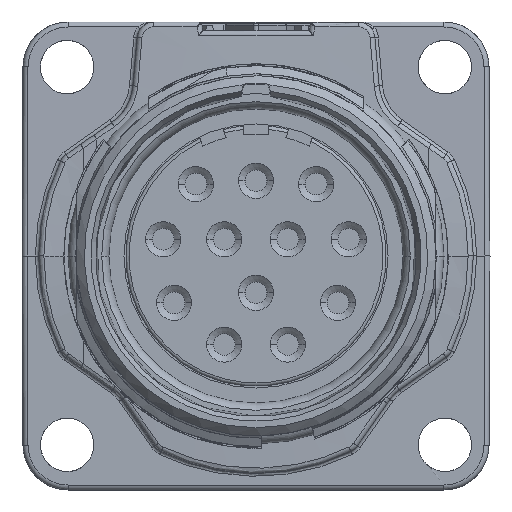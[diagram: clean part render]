
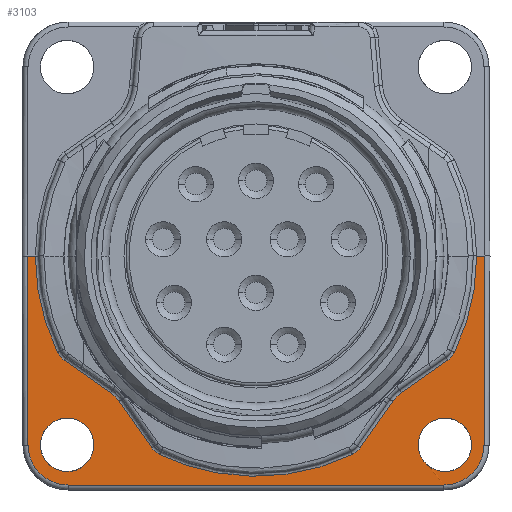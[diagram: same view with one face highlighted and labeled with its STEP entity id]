
A CAD part, front view. The second image highlights one B-rep face of the part: STEP entity #3103.
In plain terms, the highlighted planar face has unit normal (0, -1, -0.005).
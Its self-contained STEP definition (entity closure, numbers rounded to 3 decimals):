
#82=ELLIPSE('',#12074,1.2,1.2);
#83=ELLIPSE('',#12075,13.2,13.2);
#84=ELLIPSE('',#12076,13.2,13.2);
#85=ELLIPSE('',#12077,1.2,1.2);
#86=ELLIPSE('',#12078,2.1,2.1);
#87=ELLIPSE('',#12079,2.1,2.1);
#88=ELLIPSE('',#12080,1.6,1.6);
#89=ELLIPSE('',#12081,1.6,1.6);
#167=FACE_BOUND('',#4529,.T.);
#168=FACE_BOUND('',#4530,.T.);
#169=FACE_BOUND('',#4531,.T.);
#846=B_SPLINE_CURVE_WITH_KNOTS('',3,(#19825,#19826,#19827,#19828,#19829,
#19830),.UNSPECIFIED.,.F.,.F.,(4,2,4),(0.,0.5,1.),.UNSPECIFIED.);
#847=B_SPLINE_CURVE_WITH_KNOTS('',3,(#19834,#19835,#19836,#19837,#19838,
#19839),.UNSPECIFIED.,.F.,.F.,(4,2,4),(0.,0.5,1.),.UNSPECIFIED.);
#848=B_SPLINE_CURVE_WITH_KNOTS('',3,(#19855,#19856,#19857,#19858),
 .UNSPECIFIED.,.F.,.F.,(4,4),(0.,1.),.UNSPECIFIED.);
#849=B_SPLINE_CURVE_WITH_KNOTS('',3,(#19860,#19861,#19862,#19863),
 .UNSPECIFIED.,.F.,.F.,(4,4),(0.,1.),.UNSPECIFIED.);
#850=B_SPLINE_CURVE_WITH_KNOTS('',3,(#19865,#19866,#19867,#19868),
 .UNSPECIFIED.,.F.,.F.,(4,4),(0.,1.),.UNSPECIFIED.);
#1713=LINE('',#19821,#2229);
#1714=LINE('',#19823,#2230);
#1715=LINE('',#19832,#2231);
#1716=LINE('',#19841,#2232);
#1717=LINE('',#19843,#2233);
#1718=LINE('',#19849,#2234);
#1719=LINE('',#19853,#2235);
#1720=LINE('',#19870,#2236);
#1721=LINE('',#19874,#2237);
#2229=VECTOR('',#14011,1.);
#2230=VECTOR('',#14012,1.);
#2231=VECTOR('',#14013,1.);
#2232=VECTOR('',#14014,1.);
#2233=VECTOR('',#14015,1.);
#2234=VECTOR('',#14020,1.);
#2235=VECTOR('',#14023,1.);
#2236=VECTOR('',#14024,1.);
#2237=VECTOR('',#14027,1.);
#2584=PLANE('',#12082);
#3103=ADVANCED_FACE('',(#167,#168,#169),#2584,.T.);
#4529=EDGE_LOOP('',(#7048,#7049,#7050,#7051,#7052,#7053,#7054,#7055,#7056,
#7057,#7058,#7059,#7060,#7061,#7062,#7063,#7064,#7065,#7066,#7067));
#4530=EDGE_LOOP('',(#7068));
#4531=EDGE_LOOP('',(#7069));
#7048=ORIENTED_EDGE('',*,*,#10491,.T.);
#7049=ORIENTED_EDGE('',*,*,#10492,.T.);
#7050=ORIENTED_EDGE('',*,*,#10493,.T.);
#7051=ORIENTED_EDGE('',*,*,#10494,.T.);
#7052=ORIENTED_EDGE('',*,*,#10495,.T.);
#7053=ORIENTED_EDGE('',*,*,#10496,.T.);
#7054=ORIENTED_EDGE('',*,*,#10497,.T.);
#7055=ORIENTED_EDGE('',*,*,#10498,.T.);
#7056=ORIENTED_EDGE('',*,*,#10499,.T.);
#7057=ORIENTED_EDGE('',*,*,#10500,.T.);
#7058=ORIENTED_EDGE('',*,*,#10501,.T.);
#7059=ORIENTED_EDGE('',*,*,#10502,.T.);
#7060=ORIENTED_EDGE('',*,*,#10503,.T.);
#7061=ORIENTED_EDGE('',*,*,#10504,.T.);
#7062=ORIENTED_EDGE('',*,*,#10505,.T.);
#7063=ORIENTED_EDGE('',*,*,#10506,.T.);
#7064=ORIENTED_EDGE('',*,*,#10507,.T.);
#7065=ORIENTED_EDGE('',*,*,#10508,.T.);
#7066=ORIENTED_EDGE('',*,*,#10509,.T.);
#7067=ORIENTED_EDGE('',*,*,#10510,.T.);
#7068=ORIENTED_EDGE('',*,*,#10511,.F.);
#7069=ORIENTED_EDGE('',*,*,#10512,.F.);
#8994=VERTEX_POINT('',#19817);
#8995=VERTEX_POINT('',#19818);
#8996=VERTEX_POINT('',#19820);
#8997=VERTEX_POINT('',#19822);
#8998=VERTEX_POINT('',#19824);
#8999=VERTEX_POINT('',#19831);
#9000=VERTEX_POINT('',#19833);
#9001=VERTEX_POINT('',#19840);
#9002=VERTEX_POINT('',#19842);
#9003=VERTEX_POINT('',#19844);
#9004=VERTEX_POINT('',#19846);
#9005=VERTEX_POINT('',#19848);
#9006=VERTEX_POINT('',#19850);
#9007=VERTEX_POINT('',#19852);
#9008=VERTEX_POINT('',#19854);
#9009=VERTEX_POINT('',#19859);
#9010=VERTEX_POINT('',#19864);
#9011=VERTEX_POINT('',#19869);
#9012=VERTEX_POINT('',#19871);
#9013=VERTEX_POINT('',#19873);
#9014=VERTEX_POINT('',#19876);
#9015=VERTEX_POINT('',#19878);
#10491=EDGE_CURVE('',#8994,#8995,#82,.T.);
#10492=EDGE_CURVE('',#8995,#8996,#83,.T.);
#10493=EDGE_CURVE('',#8996,#8997,#1713,.T.);
#10494=EDGE_CURVE('',#8997,#8998,#1714,.T.);
#10495=EDGE_CURVE('',#8998,#8999,#846,.T.);
#10496=EDGE_CURVE('',#8999,#9000,#1715,.T.);
#10497=EDGE_CURVE('',#9000,#9001,#847,.T.);
#10498=EDGE_CURVE('',#9001,#9002,#1716,.T.);
#10499=EDGE_CURVE('',#9002,#9003,#1717,.T.);
#10500=EDGE_CURVE('',#9003,#9004,#84,.T.);
#10501=EDGE_CURVE('',#9004,#9005,#85,.T.);
#10502=EDGE_CURVE('',#9005,#9006,#1718,.T.);
#10503=EDGE_CURVE('',#9006,#9007,#86,.T.);
#10504=EDGE_CURVE('',#9007,#9008,#1719,.T.);
#10505=EDGE_CURVE('',#9008,#9009,#848,.T.);
#10506=EDGE_CURVE('',#9009,#9010,#849,.T.);
#10507=EDGE_CURVE('',#9010,#9011,#850,.T.);
#10508=EDGE_CURVE('',#9011,#9012,#1720,.T.);
#10509=EDGE_CURVE('',#9012,#9013,#87,.T.);
#10510=EDGE_CURVE('',#9013,#8994,#1721,.T.);
#10511=EDGE_CURVE('',#9014,#9014,#88,.T.);
#10512=EDGE_CURVE('',#9015,#9015,#89,.T.);
#12074=AXIS2_PLACEMENT_3D('',#19816,#14007,#14008);
#12075=AXIS2_PLACEMENT_3D('',#19819,#14009,#14010);
#12076=AXIS2_PLACEMENT_3D('',#19845,#14016,#14017);
#12077=AXIS2_PLACEMENT_3D('',#19847,#14018,#14019);
#12078=AXIS2_PLACEMENT_3D('',#19851,#14021,#14022);
#12079=AXIS2_PLACEMENT_3D('',#19872,#14025,#14026);
#12080=AXIS2_PLACEMENT_3D('',#19875,#14028,#14029);
#12081=AXIS2_PLACEMENT_3D('',#19877,#14030,#14031);
#12082=AXIS2_PLACEMENT_3D('',#19879,#14032,#14033);
#14007=DIRECTION('',(0.,1.,0.005));
#14008=DIRECTION('',(0.,-0.005,1.));
#14009=DIRECTION('',(0.,1.,0.005));
#14010=DIRECTION('',(0.,-0.005,1.));
#14011=DIRECTION('',(-1.,0.,0.));
#14012=DIRECTION('',(0.005,0.005,-1.));
#14013=DIRECTION('',(1.,0.,0.));
#14014=DIRECTION('',(0.005,-0.005,1.));
#14015=DIRECTION('',(-1.,0.,0.));
#14016=DIRECTION('',(0.,1.,0.005));
#14017=DIRECTION('',(0.,-0.005,1.));
#14018=DIRECTION('',(0.,1.,0.005));
#14019=DIRECTION('',(0.,-0.005,1.));
#14020=DIRECTION('',(-0.819,0.003,-0.574));
#14021=DIRECTION('',(0.,-1.,-0.005));
#14022=DIRECTION('',(0.,-0.005,1.));
#14023=DIRECTION('',(-0.574,0.004,-0.819));
#14024=DIRECTION('',(-0.574,-0.004,0.819));
#14025=DIRECTION('',(0.,-1.,-0.005));
#14026=DIRECTION('',(0.,-0.005,1.));
#14027=DIRECTION('',(-0.819,-0.003,0.574));
#14028=DIRECTION('',(0.,-1.,-0.005));
#14029=DIRECTION('',(0.,-0.005,1.));
#14030=DIRECTION('',(0.,-1.,-0.005));
#14031=DIRECTION('',(0.,-0.005,1.));
#14032=DIRECTION('',(0.,-1.,-0.005));
#14033=DIRECTION('',(0.,0.005,-1.));
#19816=CARTESIAN_POINT('',(-10.792,8.427,-5.246));
#19817=CARTESIAN_POINT('',(-11.481,8.433,-6.229));
#19818=CARTESIAN_POINT('',(-11.871,8.43,-5.77));
#19819=CARTESIAN_POINT('',(0.,8.4,0.001));
#19820=CARTESIAN_POINT('',(-13.2,8.4,0.));
#19821=CARTESIAN_POINT('',(0.,8.4,0.));
#19822=CARTESIAN_POINT('',(-13.7,8.4,0.));
#19823=CARTESIAN_POINT('',(-13.641,8.459,-11.313));
#19824=CARTESIAN_POINT('',(-13.641,8.459,-11.314));
#19825=CARTESIAN_POINT('',(-13.641,8.459,-11.314));
#19826=CARTESIAN_POINT('',(-13.637,8.463,-11.942));
#19827=CARTESIAN_POINT('',(-13.378,8.466,-12.561));
#19828=CARTESIAN_POINT('',(-12.489,8.47,-13.445));
#19829=CARTESIAN_POINT('',(-11.87,8.472,-13.702));
#19830=CARTESIAN_POINT('',(-11.241,8.472,-13.702));
#19831=CARTESIAN_POINT('',(-11.241,8.472,-13.702));
#19832=CARTESIAN_POINT('',(11.241,8.472,-13.702));
#19833=CARTESIAN_POINT('',(11.241,8.472,-13.702));
#19834=CARTESIAN_POINT('',(11.241,8.472,-13.702));
#19835=CARTESIAN_POINT('',(11.868,8.472,-13.702));
#19836=CARTESIAN_POINT('',(12.489,8.47,-13.445));
#19837=CARTESIAN_POINT('',(13.378,8.466,-12.561));
#19838=CARTESIAN_POINT('',(13.637,8.463,-11.943));
#19839=CARTESIAN_POINT('',(13.641,8.459,-11.314));
#19840=CARTESIAN_POINT('',(13.641,8.459,-11.314));
#19841=CARTESIAN_POINT('',(13.7,8.4,0.002));
#19842=CARTESIAN_POINT('',(13.7,8.4,0.));
#19843=CARTESIAN_POINT('',(0.,8.4,0.));
#19844=CARTESIAN_POINT('',(13.2,8.4,0.));
#19845=CARTESIAN_POINT('',(0.,8.4,0.001));
#19846=CARTESIAN_POINT('',(11.871,8.43,-5.77));
#19847=CARTESIAN_POINT('',(10.792,8.427,-5.246));
#19848=CARTESIAN_POINT('',(11.481,8.433,-6.229));
#19849=CARTESIAN_POINT('',(6.704,8.45,-9.573));
#19850=CARTESIAN_POINT('',(8.695,8.443,-8.179));
#19851=CARTESIAN_POINT('',(9.9,8.452,-9.899));
#19852=CARTESIAN_POINT('',(8.18,8.446,-8.694));
#19853=CARTESIAN_POINT('',(9.574,8.435,-6.704));
#19854=CARTESIAN_POINT('',(6.23,8.46,-11.479));
#19855=CARTESIAN_POINT('',(6.23,8.46,-11.479));
#19856=CARTESIAN_POINT('',(6.113,8.461,-11.646));
#19857=CARTESIAN_POINT('',(5.955,8.462,-11.781));
#19858=CARTESIAN_POINT('',(5.771,8.462,-11.87));
#19859=CARTESIAN_POINT('',(5.771,8.462,-11.87));
#19860=CARTESIAN_POINT('',(5.771,8.462,-11.87));
#19861=CARTESIAN_POINT('',(2.175,8.471,-13.619));
#19862=CARTESIAN_POINT('',(-2.174,8.471,-13.619));
#19863=CARTESIAN_POINT('',(-5.771,8.462,-11.87));
#19864=CARTESIAN_POINT('',(-5.771,8.462,-11.87));
#19865=CARTESIAN_POINT('',(-5.771,8.462,-11.87));
#19866=CARTESIAN_POINT('',(-5.955,8.462,-11.781));
#19867=CARTESIAN_POINT('',(-6.112,8.461,-11.647));
#19868=CARTESIAN_POINT('',(-6.23,8.46,-11.479));
#19869=CARTESIAN_POINT('',(-6.23,8.46,-11.479));
#19870=CARTESIAN_POINT('',(-9.574,8.435,-6.704));
#19871=CARTESIAN_POINT('',(-8.18,8.446,-8.694));
#19872=CARTESIAN_POINT('',(-9.9,8.452,-9.899));
#19873=CARTESIAN_POINT('',(-8.695,8.443,-8.179));
#19874=CARTESIAN_POINT('',(-6.704,8.45,-9.573));
#19875=CARTESIAN_POINT('',(11.3,8.459,-11.3));
#19876=CARTESIAN_POINT('',(11.3,8.451,-9.7));
#19877=CARTESIAN_POINT('',(-11.3,8.459,-11.3));
#19878=CARTESIAN_POINT('',(-11.3,8.451,-9.7));
#19879=CARTESIAN_POINT('',(0.,8.4,0.));
